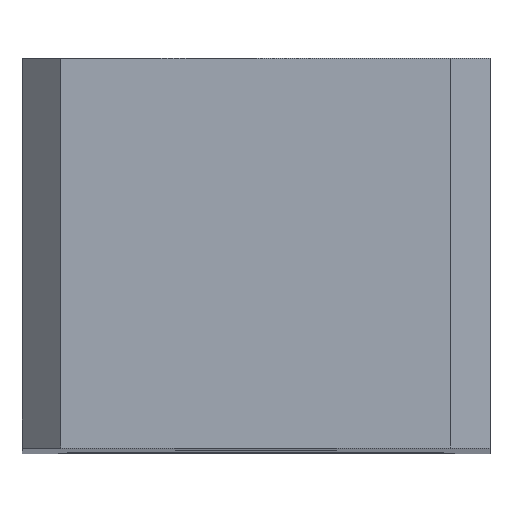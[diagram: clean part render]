
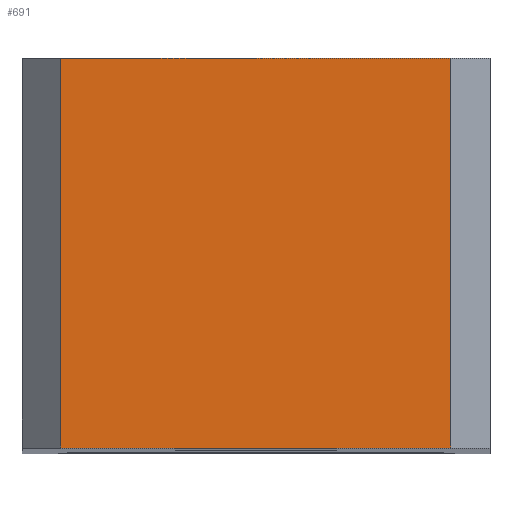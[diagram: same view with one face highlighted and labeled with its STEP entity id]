
A CAD part, top view. The second image highlights one B-rep face of the part: STEP entity #691.
In plain terms, the highlighted planar face has unit normal (0, 0, 1).
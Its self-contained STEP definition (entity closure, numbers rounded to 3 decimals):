
#132=CARTESIAN_POINT('Vertex',(11.,0.,20.)) ;
#135=CARTESIAN_POINT('Line Origine',(6.,0.,20.)) ;
#139=CARTESIAN_POINT('Vertex',(1.,0.,20.)) ;
#396=CARTESIAN_POINT('Line Origine',(6.,10.,20.)) ;
#400=CARTESIAN_POINT('Vertex',(1.,10.,20.)) ;
#402=CARTESIAN_POINT('Vertex',(11.,10.,20.)) ;
#658=CARTESIAN_POINT('Line Origine',(1.,5.,20.)) ;
#675=CARTESIAN_POINT('Axis2P3D Location',(0.,0.,20.)) ;
#680=CARTESIAN_POINT('Line Origine',(11.,5.,20.)) ;
#136=DIRECTION('Vector Direction',(1.,0.,0.)) ;
#397=DIRECTION('Vector Direction',(1.,0.,0.)) ;
#659=DIRECTION('Vector Direction',(0.,-1.,0.)) ;
#676=DIRECTION('Axis2P3D Direction',(0.,0.,-1.)) ;
#677=DIRECTION('Axis2P3D XDirection',(0.,1.,0.)) ;
#681=DIRECTION('Vector Direction',(0.,-1.,0.)) ;
#678=AXIS2_PLACEMENT_3D('Plane Axis2P3D',#675,#676,#677) ;
#686=ORIENTED_EDGE('',*,*,#662,.T.) ;
#687=ORIENTED_EDGE('',*,*,#141,.T.) ;
#688=ORIENTED_EDGE('',*,*,#684,.F.) ;
#689=ORIENTED_EDGE('',*,*,#404,.F.) ;
#137=VECTOR('Line Direction',#136,1.) ;
#398=VECTOR('Line Direction',#397,1.) ;
#660=VECTOR('Line Direction',#659,1.) ;
#682=VECTOR('Line Direction',#681,1.) ;
#691=ADVANCED_FACE('Corps principal',(#690),#679,.F.) ;
#141=EDGE_CURVE('',#140,#133,#138,.T.) ;
#404=EDGE_CURVE('',#401,#403,#399,.T.) ;
#662=EDGE_CURVE('',#401,#140,#661,.T.) ;
#684=EDGE_CURVE('',#403,#133,#683,.T.) ;
#685=EDGE_LOOP('',(#686,#687,#688,#689)) ;
#690=FACE_OUTER_BOUND('',#685,.T.) ;
#138=LINE('Line',#135,#137) ;
#399=LINE('Line',#396,#398) ;
#661=LINE('Line',#658,#660) ;
#683=LINE('Line',#680,#682) ;
#679=PLANE('Plane',#678) ;
#133=VERTEX_POINT('',#132) ;
#140=VERTEX_POINT('',#139) ;
#401=VERTEX_POINT('',#400) ;
#403=VERTEX_POINT('',#402) ;
